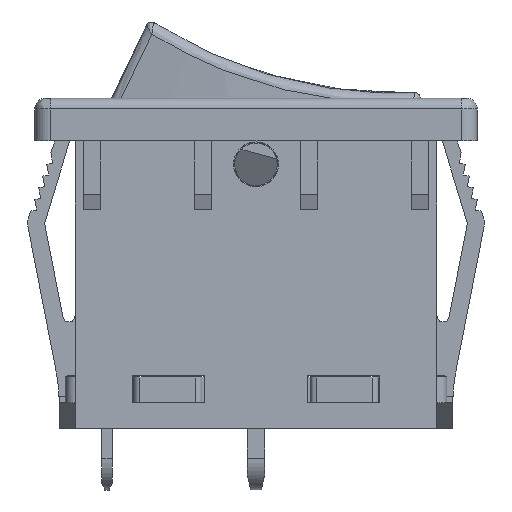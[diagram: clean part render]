
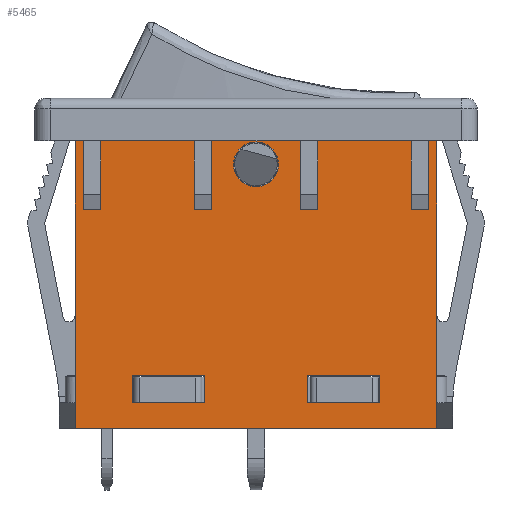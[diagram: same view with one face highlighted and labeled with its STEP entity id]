
A CAD part, front view. The second image highlights one B-rep face of the part: STEP entity #5465.
In plain terms, the highlighted planar face has unit normal (0, -1, 0).
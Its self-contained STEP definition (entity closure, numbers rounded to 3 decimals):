
#49=FACE_BOUND('',#857,.T.);
#50=FACE_BOUND('',#858,.T.);
#51=FACE_BOUND('',#859,.T.);
#116=PLANE('',#5846);
#279=CIRCLE('',#5696,1.05);
#571=FACE_OUTER_BOUND('',#856,.T.);
#856=EDGE_LOOP('',(#4385,#4386,#4387,#4388,#4389,#4390,#4391,#4392,#4393,
#4394,#4395,#4396,#4397,#4398,#4399,#4400,#4401,#4402,#4403,#4404));
#857=EDGE_LOOP('',(#4405,#4406,#4407,#4408));
#858=EDGE_LOOP('',(#4409));
#859=EDGE_LOOP('',(#4410,#4411,#4412,#4413));
#1180=LINE('',#8295,#1793);
#1200=LINE('',#8335,#1813);
#1229=LINE('',#8401,#1842);
#1233=LINE('',#8409,#1846);
#1237=LINE('',#8417,#1850);
#1241=LINE('',#8425,#1854);
#1245=LINE('',#8433,#1858);
#1259=LINE('',#8461,#1872);
#1262=LINE('',#8467,#1875);
#1266=LINE('',#8473,#1879);
#1267=LINE('',#8476,#1880);
#1270=LINE('',#8482,#1883);
#1274=LINE('',#8488,#1887);
#1278=LINE('',#8497,#1891);
#1280=LINE('',#8502,#1893);
#1284=LINE('',#8509,#1897);
#1285=LINE('',#8511,#1898);
#1288=LINE('',#8517,#1901);
#1292=LINE('',#8524,#1905);
#1293=LINE('',#8526,#1906);
#1434=LINE('',#11203,#2047);
#1435=LINE('',#11205,#2048);
#1436=LINE('',#11206,#2049);
#1437=LINE('',#11208,#2050);
#1438=LINE('',#11209,#2051);
#1439=LINE('',#11211,#2052);
#1440=LINE('',#11213,#2053);
#1441=LINE('',#11214,#2054);
#1793=VECTOR('',#6270,1000.);
#1813=VECTOR('',#6290,1000.);
#1842=VECTOR('',#6329,1000.);
#1846=VECTOR('',#6333,1000.);
#1850=VECTOR('',#6337,1000.);
#1854=VECTOR('',#6341,1000.);
#1858=VECTOR('',#6345,1000.);
#1872=VECTOR('',#6361,1000.);
#1875=VECTOR('',#6366,1000.);
#1879=VECTOR('',#6372,1000.);
#1880=VECTOR('',#6375,1000.);
#1883=VECTOR('',#6380,1000.);
#1887=VECTOR('',#6386,1000.);
#1891=VECTOR('',#6392,1000.);
#1893=VECTOR('',#6396,1000.);
#1897=VECTOR('',#6402,1000.);
#1898=VECTOR('',#6405,1000.);
#1901=VECTOR('',#6410,1000.);
#1905=VECTOR('',#6416,1000.);
#1906=VECTOR('',#6419,1000.);
#2047=VECTOR('',#6782,1000.);
#2048=VECTOR('',#6785,1000.);
#2049=VECTOR('',#6786,1000.);
#2050=VECTOR('',#6787,1000.);
#2051=VECTOR('',#6788,1000.);
#2052=VECTOR('',#6789,1000.);
#2053=VECTOR('',#6790,1000.);
#2054=VECTOR('',#6791,1000.);
#2379=VERTEX_POINT('',#8029);
#2456=VERTEX_POINT('',#8292);
#2457=VERTEX_POINT('',#8294);
#2476=VERTEX_POINT('',#8332);
#2477=VERTEX_POINT('',#8334);
#2508=VERTEX_POINT('',#8398);
#2509=VERTEX_POINT('',#8400);
#2512=VERTEX_POINT('',#8406);
#2513=VERTEX_POINT('',#8408);
#2516=VERTEX_POINT('',#8414);
#2517=VERTEX_POINT('',#8416);
#2520=VERTEX_POINT('',#8422);
#2521=VERTEX_POINT('',#8424);
#2524=VERTEX_POINT('',#8430);
#2525=VERTEX_POINT('',#8432);
#2538=VERTEX_POINT('',#8460);
#2540=VERTEX_POINT('',#8466);
#2542=VERTEX_POINT('',#8475);
#2544=VERTEX_POINT('',#8481);
#2547=VERTEX_POINT('',#8491);
#2549=VERTEX_POINT('',#8495);
#2551=VERTEX_POINT('',#8501);
#2552=VERTEX_POINT('',#8505);
#2555=VERTEX_POINT('',#8516);
#2556=VERTEX_POINT('',#8520);
#2726=VERTEX_POINT('',#11199);
#2727=VERTEX_POINT('',#11207);
#2728=VERTEX_POINT('',#11210);
#2729=VERTEX_POINT('',#11212);
#2929=EDGE_CURVE('',#2379,#2379,#279,.F.);
#3010=EDGE_CURVE('',#2457,#2456,#1180,.T.);
#3030=EDGE_CURVE('',#2477,#2476,#1200,.T.);
#3063=EDGE_CURVE('',#2508,#2509,#1229,.T.);
#3067=EDGE_CURVE('',#2512,#2513,#1233,.T.);
#3071=EDGE_CURVE('',#2516,#2517,#1237,.T.);
#3075=EDGE_CURVE('',#2520,#2521,#1241,.T.);
#3079=EDGE_CURVE('',#2524,#2525,#1245,.T.);
#3093=EDGE_CURVE('',#2538,#2517,#1259,.T.);
#3096=EDGE_CURVE('',#2540,#2538,#1262,.T.);
#3100=EDGE_CURVE('',#2540,#2520,#1266,.T.);
#3101=EDGE_CURVE('',#2542,#2521,#1267,.T.);
#3104=EDGE_CURVE('',#2544,#2542,#1270,.T.);
#3108=EDGE_CURVE('',#2544,#2524,#1274,.T.);
#3112=EDGE_CURVE('',#2547,#2549,#1278,.T.);
#3114=EDGE_CURVE('',#2551,#2509,#1280,.T.);
#3118=EDGE_CURVE('',#2551,#2552,#1284,.T.);
#3119=EDGE_CURVE('',#2552,#2512,#1285,.T.);
#3122=EDGE_CURVE('',#2555,#2513,#1288,.T.);
#3126=EDGE_CURVE('',#2555,#2556,#1292,.T.);
#3127=EDGE_CURVE('',#2556,#2516,#1293,.T.);
#3374=EDGE_CURVE('',#2726,#2477,#1434,.T.);
#3375=EDGE_CURVE('',#2547,#2508,#1435,.T.);
#3376=EDGE_CURVE('',#2549,#2525,#1436,.T.);
#3377=EDGE_CURVE('',#2476,#2727,#1437,.T.);
#3378=EDGE_CURVE('',#2727,#2726,#1438,.T.);
#3379=EDGE_CURVE('',#2456,#2728,#1439,.T.);
#3380=EDGE_CURVE('',#2728,#2729,#1440,.T.);
#3381=EDGE_CURVE('',#2729,#2457,#1441,.T.);
#4385=ORIENTED_EDGE('',*,*,#3127,.F.);
#4386=ORIENTED_EDGE('',*,*,#3126,.F.);
#4387=ORIENTED_EDGE('',*,*,#3122,.T.);
#4388=ORIENTED_EDGE('',*,*,#3067,.F.);
#4389=ORIENTED_EDGE('',*,*,#3119,.F.);
#4390=ORIENTED_EDGE('',*,*,#3118,.F.);
#4391=ORIENTED_EDGE('',*,*,#3114,.T.);
#4392=ORIENTED_EDGE('',*,*,#3063,.F.);
#4393=ORIENTED_EDGE('',*,*,#3375,.F.);
#4394=ORIENTED_EDGE('',*,*,#3112,.T.);
#4395=ORIENTED_EDGE('',*,*,#3376,.T.);
#4396=ORIENTED_EDGE('',*,*,#3079,.F.);
#4397=ORIENTED_EDGE('',*,*,#3108,.F.);
#4398=ORIENTED_EDGE('',*,*,#3104,.T.);
#4399=ORIENTED_EDGE('',*,*,#3101,.T.);
#4400=ORIENTED_EDGE('',*,*,#3075,.F.);
#4401=ORIENTED_EDGE('',*,*,#3100,.F.);
#4402=ORIENTED_EDGE('',*,*,#3096,.T.);
#4403=ORIENTED_EDGE('',*,*,#3093,.T.);
#4404=ORIENTED_EDGE('',*,*,#3071,.F.);
#4405=ORIENTED_EDGE('',*,*,#3377,.T.);
#4406=ORIENTED_EDGE('',*,*,#3378,.T.);
#4407=ORIENTED_EDGE('',*,*,#3374,.T.);
#4408=ORIENTED_EDGE('',*,*,#3030,.T.);
#4409=ORIENTED_EDGE('',*,*,#2929,.T.);
#4410=ORIENTED_EDGE('',*,*,#3379,.T.);
#4411=ORIENTED_EDGE('',*,*,#3380,.T.);
#4412=ORIENTED_EDGE('',*,*,#3381,.T.);
#4413=ORIENTED_EDGE('',*,*,#3010,.T.);
#5465=ADVANCED_FACE('',(#571,#49,#50,#51),#116,.T.);
#5696=AXIS2_PLACEMENT_3D('',#8031,#6163,#6164);
#5846=AXIS2_PLACEMENT_3D('',#11204,#6783,#6784);
#6163=DIRECTION('center_axis',(0.,-1.,0.));
#6164=DIRECTION('ref_axis',(0.,0.,-1.));
#6270=DIRECTION('',(1.,0.,0.));
#6290=DIRECTION('',(1.,0.,0.));
#6329=DIRECTION('',(1.,0.,0.));
#6333=DIRECTION('',(1.,0.,0.));
#6337=DIRECTION('',(1.,0.,0.));
#6341=DIRECTION('',(1.,0.,0.));
#6345=DIRECTION('',(1.,0.,0.));
#6361=DIRECTION('',(0.,0.,1.));
#6366=DIRECTION('',(-1.,0.,0.));
#6372=DIRECTION('',(0.,0.,1.));
#6375=DIRECTION('',(0.,0.,1.));
#6380=DIRECTION('',(-1.,0.,0.));
#6386=DIRECTION('',(0.,0.,1.));
#6392=DIRECTION('',(1.,0.,0.));
#6396=DIRECTION('',(0.,0.,1.));
#6402=DIRECTION('',(1.,0.,0.));
#6405=DIRECTION('',(0.,0.,1.));
#6410=DIRECTION('',(0.,0.,1.));
#6416=DIRECTION('',(1.,0.,0.));
#6419=DIRECTION('',(0.,0.,1.));
#6782=DIRECTION('',(0.,0.,1.));
#6783=DIRECTION('center_axis',(0.,-1.,0.));
#6784=DIRECTION('ref_axis',(0.,0.,-1.));
#6785=DIRECTION('',(0.,0.,1.));
#6786=DIRECTION('',(0.,0.,1.));
#6787=DIRECTION('',(0.,0.,-1.));
#6788=DIRECTION('',(-1.,0.,0.));
#6789=DIRECTION('',(0.,0.,-1.));
#6790=DIRECTION('',(-1.,0.,0.));
#6791=DIRECTION('',(0.,0.,1.));
#8029=CARTESIAN_POINT('',(1.05,-6.15,-3.1));
#8031=CARTESIAN_POINT('Origin',(0.,-6.15,-3.1));
#8292=CARTESIAN_POINT('',(-2.4,-6.15,-13.));
#8294=CARTESIAN_POINT('',(-5.8,-6.15,-13.));
#8295=CARTESIAN_POINT('',(-8.5,-6.15,-13.));
#8332=CARTESIAN_POINT('',(5.8,-6.15,-13.));
#8334=CARTESIAN_POINT('',(2.4,-6.15,-13.));
#8335=CARTESIAN_POINT('',(-8.5,-6.15,-13.));
#8398=CARTESIAN_POINT('',(-8.5,-6.15,-2.));
#8400=CARTESIAN_POINT('',(-8.1,-6.15,-2.));
#8401=CARTESIAN_POINT('',(-10.4,-6.15,-2.));
#8406=CARTESIAN_POINT('',(-7.3,-6.15,-2.));
#8408=CARTESIAN_POINT('',(-2.9,-6.15,-2.));
#8409=CARTESIAN_POINT('',(-10.4,-6.15,-2.));
#8414=CARTESIAN_POINT('',(-2.1,-6.15,-2.));
#8416=CARTESIAN_POINT('',(2.1,-6.15,-2.));
#8417=CARTESIAN_POINT('',(-10.4,-6.15,-2.));
#8422=CARTESIAN_POINT('',(2.9,-6.15,-2.));
#8424=CARTESIAN_POINT('',(7.3,-6.15,-2.));
#8425=CARTESIAN_POINT('',(-10.4,-6.15,-2.));
#8430=CARTESIAN_POINT('',(8.1,-6.15,-2.));
#8432=CARTESIAN_POINT('',(8.5,-6.15,-2.));
#8433=CARTESIAN_POINT('',(-10.4,-6.15,-2.));
#8460=CARTESIAN_POINT('',(2.1,-6.15,-5.2));
#8461=CARTESIAN_POINT('',(2.1,-6.15,-5.2));
#8466=CARTESIAN_POINT('',(2.9,-6.15,-5.2));
#8467=CARTESIAN_POINT('',(2.9,-6.15,-5.2));
#8473=CARTESIAN_POINT('',(2.9,-6.15,-5.2));
#8475=CARTESIAN_POINT('',(7.3,-6.15,-5.2));
#8476=CARTESIAN_POINT('',(7.3,-6.15,-5.2));
#8481=CARTESIAN_POINT('',(8.1,-6.15,-5.2));
#8482=CARTESIAN_POINT('',(8.1,-6.15,-5.2));
#8488=CARTESIAN_POINT('',(8.1,-6.15,-5.2));
#8491=CARTESIAN_POINT('',(-8.5,-6.15,-15.5));
#8495=CARTESIAN_POINT('',(8.5,-6.15,-15.5));
#8497=CARTESIAN_POINT('',(-8.5,-6.15,-15.5));
#8501=CARTESIAN_POINT('',(-8.1,-6.15,-5.2));
#8502=CARTESIAN_POINT('',(-8.1,-6.15,-5.2));
#8505=CARTESIAN_POINT('',(-7.3,-6.15,-5.2));
#8509=CARTESIAN_POINT('',(-8.1,-6.15,-5.2));
#8511=CARTESIAN_POINT('',(-7.3,-6.15,-5.2));
#8516=CARTESIAN_POINT('',(-2.9,-6.15,-5.2));
#8517=CARTESIAN_POINT('',(-2.9,-6.15,-5.2));
#8520=CARTESIAN_POINT('',(-2.1,-6.15,-5.2));
#8524=CARTESIAN_POINT('',(-2.9,-6.15,-5.2));
#8526=CARTESIAN_POINT('',(-2.1,-6.15,-5.2));
#11199=CARTESIAN_POINT('',(2.4,-6.15,-14.3));
#11203=CARTESIAN_POINT('',(2.4,-6.15,-15.5));
#11204=CARTESIAN_POINT('Origin',(-8.5,-6.15,-15.5));
#11205=CARTESIAN_POINT('',(-8.5,-6.15,-15.5));
#11206=CARTESIAN_POINT('',(8.5,-6.15,-15.5));
#11207=CARTESIAN_POINT('',(5.8,-6.15,-14.3));
#11208=CARTESIAN_POINT('',(5.8,-6.15,-15.5));
#11209=CARTESIAN_POINT('',(-8.5,-6.15,-14.3));
#11210=CARTESIAN_POINT('',(-2.4,-6.15,-14.3));
#11211=CARTESIAN_POINT('',(-2.4,-6.15,-15.5));
#11212=CARTESIAN_POINT('',(-5.8,-6.15,-14.3));
#11213=CARTESIAN_POINT('',(-8.5,-6.15,-14.3));
#11214=CARTESIAN_POINT('',(-5.8,-6.15,-15.5));
